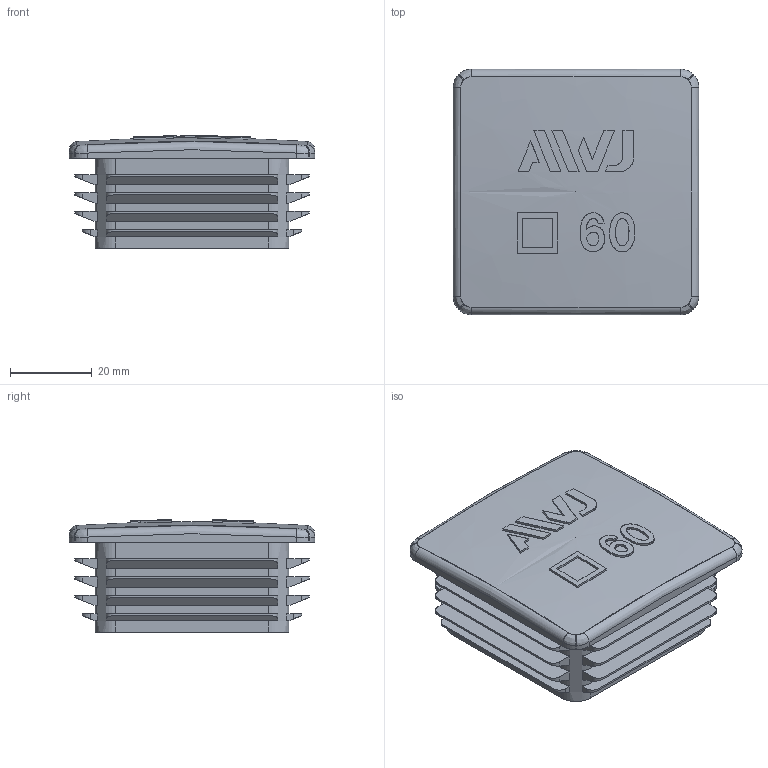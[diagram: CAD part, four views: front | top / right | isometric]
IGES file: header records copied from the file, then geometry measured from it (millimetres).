
Start section: Missler Software BP 521, 31674 Labege Cedex, France Tel   : +33 (0)5 61 00 03 00 Fax   : +33 (0)5 61 00 03 03 Email : 
Global section: file name: 60.igs; native system: TopSolid v606238 Missler Software; preprocessor: IGES preprocessor v100000; author: JP; organization: コダマコーポレーション株式会社,10,7,13H220725; date: 220725.153326; units: millimetre
Bounding box: 60 x 60 x 27.48 mm (x, y, z)
Surface area: 20913.9 mm2 (no closed solid volume)
Topology: 0 solids, 0 shells, 283 faces, 2327 edges, 2321 vertices
Faces by surface type: bspline 283
